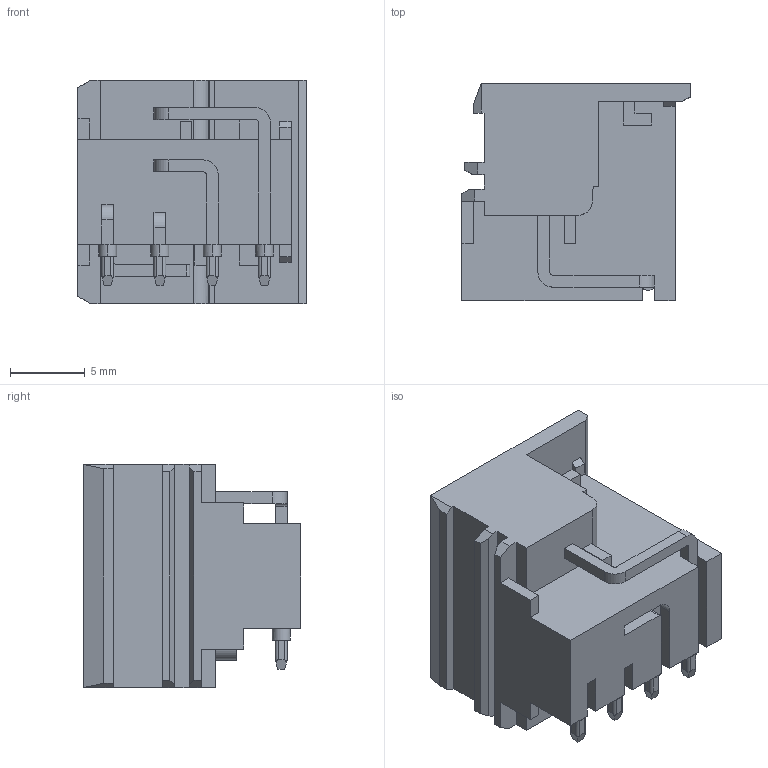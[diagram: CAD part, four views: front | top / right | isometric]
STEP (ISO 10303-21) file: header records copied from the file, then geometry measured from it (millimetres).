
FILE_DESCRIPTION(('FreeCAD Model'),'2;1');
FILE_NAME('right phoenix .step', '2017-08-11T14:30:57',('kicad StepUp'),('ksu MCAD'), 'Open CASCADE STEP processor 7.1','FreeCAD','Unknown');
FILE_SCHEMA(('AUTOMOTIVE_DESIGN_CC2 { 1 2 10303 214 -1 1 5 4 }'));
Length unit declared in the file: millimetre
Products named in the file (1): right_phoenix
Bounding box: 15.3 x 14.55 x 14.95 mm (x, y, z)
Volume: 1672.3 mm3; surface area: 2091.1 mm2
Topology: 1 solids, 1 shells, 339 faces, 939 edges, 618 vertices
Faces by surface type: plane 266, cylinder 73
Entity records: 10712 total; most frequent: CARTESIAN_POINT 2089, ORIENTED_EDGE 1878, DIRECTION 1681, EDGE_CURVE 939, LINE 749, VECTOR 749, VERTEX_POINT 618, AXIS2_PLACEMENT_3D 466
